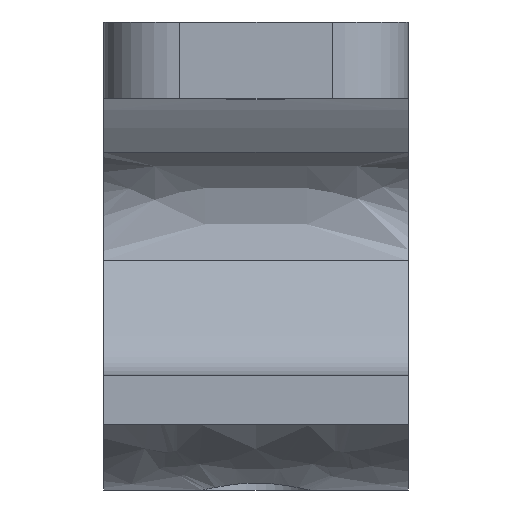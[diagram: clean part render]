
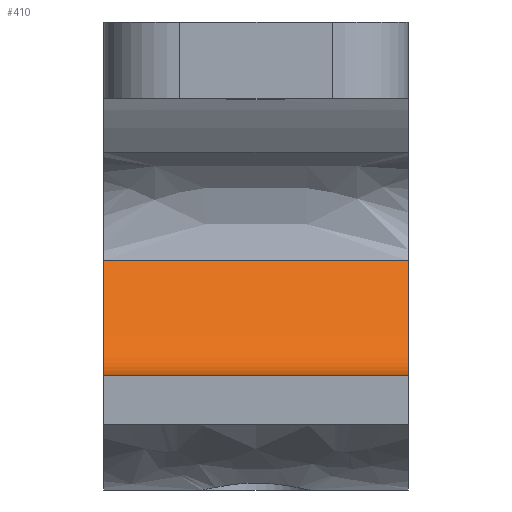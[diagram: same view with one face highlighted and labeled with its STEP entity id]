
A CAD part, left-side view. The second image highlights one B-rep face of the part: STEP entity #410.
In plain terms, the highlighted free-form (B-spline) face has degree [4, 1] with [7, 2] control points.
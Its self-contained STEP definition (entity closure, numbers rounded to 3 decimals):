
#48=LINE('',#767,#81);
#81=VECTOR('',#533,10.);
#121=FACE_OUTER_BOUND('',#140,.T.);
#140=EDGE_LOOP('',(#349,#350,#351,#352));
#151=B_SPLINE_CURVE_WITH_KNOTS('',3,(#613,#614,#615,#616),.UNSPECIFIED.,
 .F.,.F.,(4,4),(-0.8,0.),.UNSPECIFIED.);
#156=B_SPLINE_CURVE_WITH_KNOTS('',4,(#676,#677,#678,#679,#680),
 .UNSPECIFIED.,.F.,.F.,(5,5),(1.,1.953),.UNSPECIFIED.);
#157=B_SPLINE_CURVE_WITH_KNOTS('',4,(#703,#704,#705,#706,#707),
 .UNSPECIFIED.,.F.,.F.,(5,5),(1.,1.953),.UNSPECIFIED.);
#164=VERTEX_POINT('',#585);
#167=VERTEX_POINT('',#602);
#184=VERTEX_POINT('',#674);
#192=VERTEX_POINT('',#702);
#209=EDGE_CURVE('',#167,#164,#151,.T.);
#228=EDGE_CURVE('',#184,#167,#156,.T.);
#240=EDGE_CURVE('',#192,#164,#157,.T.);
#254=EDGE_CURVE('',#192,#184,#48,.T.);
#349=ORIENTED_EDGE('',*,*,#209,.F.);
#350=ORIENTED_EDGE('',*,*,#228,.F.);
#351=ORIENTED_EDGE('',*,*,#254,.F.);
#352=ORIENTED_EDGE('',*,*,#240,.T.);
#396=B_SPLINE_SURFACE_WITH_KNOTS('',4,1,((#753,#754),(#755,#756),(#757,
#758),(#759,#760),(#761,#762),(#763,#764),(#765,#766)),.UNSPECIFIED.,.F.,
 .F.,.F.,(5,1,1,5),(2,2),(1.,2.,3.,4.),(0.,0.8),.UNSPECIFIED.);
#410=ADVANCED_FACE('',(#121),#396,.T.);
#533=DIRECTION('',(0.,1.,0.));
#585=CARTESIAN_POINT('',(-12.149,0.,6.023));
#602=CARTESIAN_POINT('',(-12.149,8.,6.023));
#613=CARTESIAN_POINT('Ctrl Pts',(-12.149,8.,6.023));
#614=CARTESIAN_POINT('Ctrl Pts',(-12.149,5.333,6.023));
#615=CARTESIAN_POINT('Ctrl Pts',(-12.149,2.667,6.023));
#616=CARTESIAN_POINT('Ctrl Pts',(-12.149,0.,
6.023));
#674=CARTESIAN_POINT('',(-15.56,8.,3.008));
#676=CARTESIAN_POINT('Ctrl Pts',(-15.56,8.,3.008));
#677=CARTESIAN_POINT('Ctrl Pts',(-13.644,8.,3.008));
#678=CARTESIAN_POINT('Ctrl Pts',(-13.372,8.,3.22));
#679=CARTESIAN_POINT('Ctrl Pts',(-12.921,8.,4.599));
#680=CARTESIAN_POINT('Ctrl Pts',(-12.149,8.,6.023));
#702=CARTESIAN_POINT('',(-15.56,0.,3.008));
#703=CARTESIAN_POINT('Ctrl Pts',(-15.56,0.,3.008));
#704=CARTESIAN_POINT('Ctrl Pts',(-13.644,0.,3.008));
#705=CARTESIAN_POINT('Ctrl Pts',(-13.372,0.,3.22));
#706=CARTESIAN_POINT('Ctrl Pts',(-12.921,0.,4.599));
#707=CARTESIAN_POINT('Ctrl Pts',(-12.149,0.,6.023));
#753=CARTESIAN_POINT('Ctrl Pts',(-15.56,0.,3.008));
#754=CARTESIAN_POINT('Ctrl Pts',(-15.56,8.,3.008));
#755=CARTESIAN_POINT('Ctrl Pts',(-13.55,0.,3.008));
#756=CARTESIAN_POINT('Ctrl Pts',(-13.55,8.,3.008));
#757=CARTESIAN_POINT('Ctrl Pts',(-13.149,0.,3.475));
#758=CARTESIAN_POINT('Ctrl Pts',(-13.149,8.,3.475));
#759=CARTESIAN_POINT('Ctrl Pts',(-10.776,0.,12.188));
#760=CARTESIAN_POINT('Ctrl Pts',(-10.776,8.,12.188));
#761=CARTESIAN_POINT('Ctrl Pts',(-4.478,0.,7.502));
#762=CARTESIAN_POINT('Ctrl Pts',(-4.478,8.,7.502));
#763=CARTESIAN_POINT('Ctrl Pts',(-3.518,0.,2.5));
#764=CARTESIAN_POINT('Ctrl Pts',(-3.518,8.,2.5));
#765=CARTESIAN_POINT('Ctrl Pts',(1.051,0.,2.5));
#766=CARTESIAN_POINT('Ctrl Pts',(1.051,8.,2.5));
#767=CARTESIAN_POINT('',(-15.56,0.,3.008));
